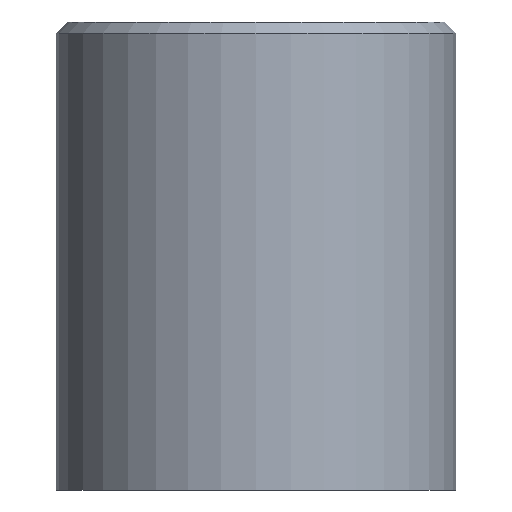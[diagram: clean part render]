
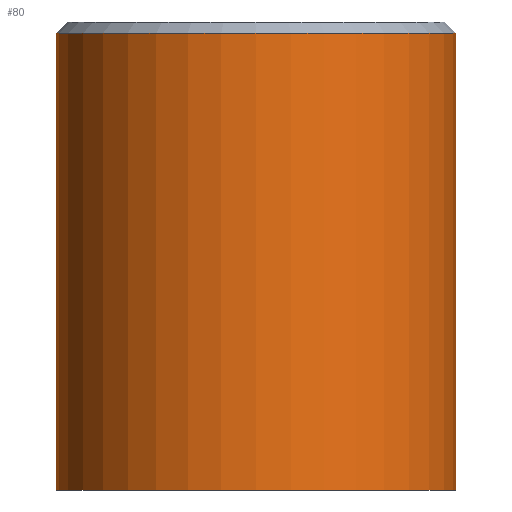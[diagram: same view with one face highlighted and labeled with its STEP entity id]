
A CAD part, front view. The second image highlights one B-rep face of the part: STEP entity #80.
In plain terms, the highlighted cylindrical face has radius 17.5 mm (diameter 35 mm), a full revolution.
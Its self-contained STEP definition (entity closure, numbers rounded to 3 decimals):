
#19=CYLINDRICAL_SURFACE('',#111,17.5);
#22=FACE_OUTER_BOUND('',#27,.T.);
#27=EDGE_LOOP('',(#65,#66,#67,#68,#69));
#34=LINE('',#156,#37);
#37=VECTOR('',#131,17.5);
#40=CIRCLE('',#109,17.5);
#41=CIRCLE('',#110,17.5);
#42=CIRCLE('',#112,17.5);
#46=VERTEX_POINT('',#149);
#47=VERTEX_POINT('',#151);
#48=VERTEX_POINT('',#155);
#53=EDGE_CURVE('',#46,#47,#40,.T.);
#54=EDGE_CURVE('',#47,#46,#41,.T.);
#55=EDGE_CURVE('',#47,#48,#34,.T.);
#56=EDGE_CURVE('',#48,#48,#42,.T.);
#65=ORIENTED_EDGE('',*,*,#53,.F.);
#66=ORIENTED_EDGE('',*,*,#54,.F.);
#67=ORIENTED_EDGE('',*,*,#55,.T.);
#68=ORIENTED_EDGE('',*,*,#56,.T.);
#69=ORIENTED_EDGE('',*,*,#55,.F.);
#80=ADVANCED_FACE('',(#22),#19,.T.);
#109=AXIS2_PLACEMENT_3D('',#152,#125,#126);
#110=AXIS2_PLACEMENT_3D('',#153,#127,#128);
#111=AXIS2_PLACEMENT_3D('',#154,#129,#130);
#112=AXIS2_PLACEMENT_3D('',#157,#132,#133);
#125=DIRECTION('center_axis',(0.,0.,1.));
#126=DIRECTION('ref_axis',(-1.,0.,0.));
#127=DIRECTION('center_axis',(0.,0.,1.));
#128=DIRECTION('ref_axis',(-1.,0.,0.));
#129=DIRECTION('center_axis',(0.,0.,1.));
#130=DIRECTION('ref_axis',(1.,0.,0.));
#131=DIRECTION('',(0.,0.,-1.));
#132=DIRECTION('center_axis',(0.,0.,1.));
#133=DIRECTION('ref_axis',(1.,0.,0.));
#149=CARTESIAN_POINT('',(17.5,0.,40.));
#151=CARTESIAN_POINT('',(-17.5,0.,40.));
#152=CARTESIAN_POINT('Origin',(0.,0.,40.));
#153=CARTESIAN_POINT('Origin',(0.,0.,40.));
#154=CARTESIAN_POINT('Origin',(0.,0.,0.));
#155=CARTESIAN_POINT('',(-17.5,0.,0.));
#156=CARTESIAN_POINT('',(-17.5,0.,0.));
#157=CARTESIAN_POINT('Origin',(0.,0.,0.));
